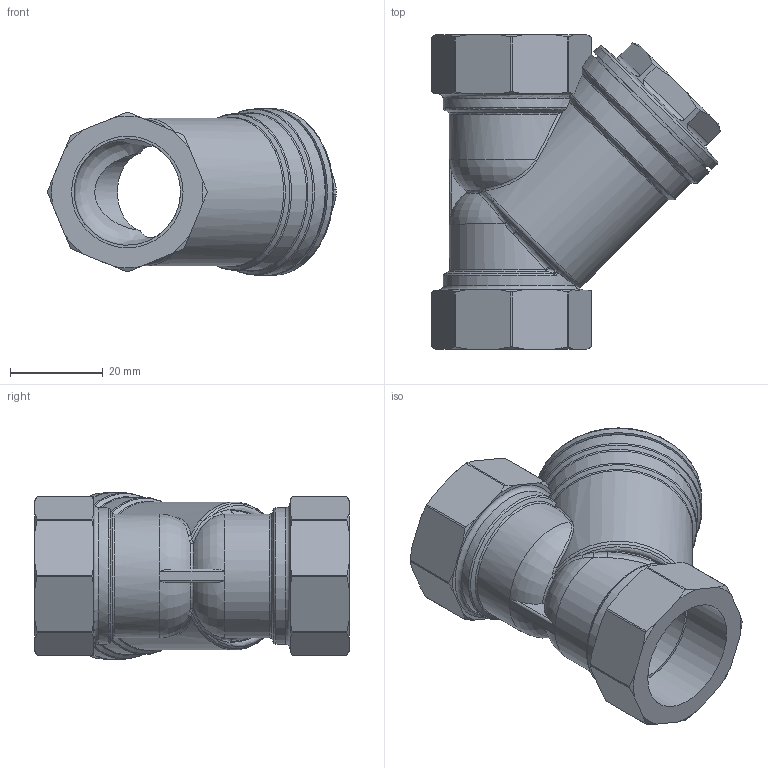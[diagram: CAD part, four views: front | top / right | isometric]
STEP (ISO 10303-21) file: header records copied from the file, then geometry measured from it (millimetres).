
FILE_DESCRIPTION(/* description */ ('Unknown'),/* implementation_level */ '2;1');
FILE_NAME(/* name */ '1050-05',/* time_stamp */ '2022-01-28T10:36:40+01:00',/* author */ ('Unknown'),/* organization */ ('Unknown'),/* preprocessor_version */ 'ST-DEVELOPER v16.7',/* originating_system */ 'Solid Edge',/* authorisation */ 'Unknown');
FILE_SCHEMA (('AUTOMOTIVE_DESIGN {1 0 10303 214 3 1 1}'));
Length unit declared in the file: millimetre
Products named in the file (4): 1050-05_(2.610.020); 2.610.020-Dichtung; 2.610.020-Deckel; 2.610.020-Körper
Assembly tree (3 placements, depth 2):
  1050-05_(2.610.020)
    2.610.020-Dichtung
    2.610.020-Deckel
    2.610.020-Körper
Bounding box: 62.47 x 68 x 36 mm (x, y, z)
Volume: 29441 mm3; surface area: 21705.7 mm2
Topology: 3 solids, 3 shells, 206 faces, 536 edges, 346 vertices
Faces by surface type: cylinder 53, plane 49, cone 45, bspline 37, torus 22
Full cylindrical faces by diameter (mm): 19 x1, 22 x1, 23 x2, 24.117 x2, 28.376 x2, 30 x1, 30.1 x2, 30.5 x1, 33.6 x1, 35.1 x1, 36 x2
Entity records: 8408 total; most frequent: CARTESIAN_POINT 2367, ORIENTED_EDGE 1006, DIRECTION 854, EDGE_CURVE 503, AXIS2_PLACEMENT_3D 376, VERTEX_POINT 334, EDGE_LOOP 243, FACE_BOUND 243
